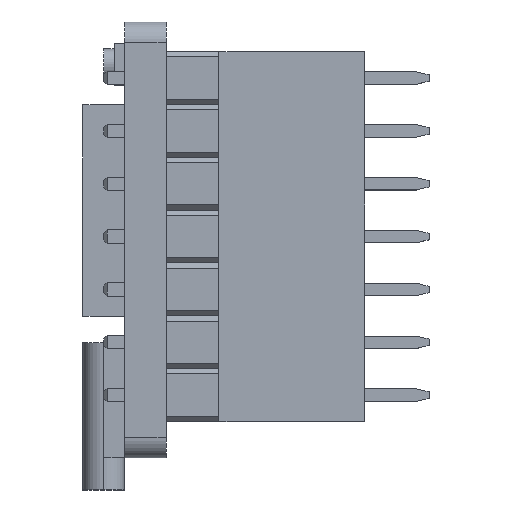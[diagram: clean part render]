
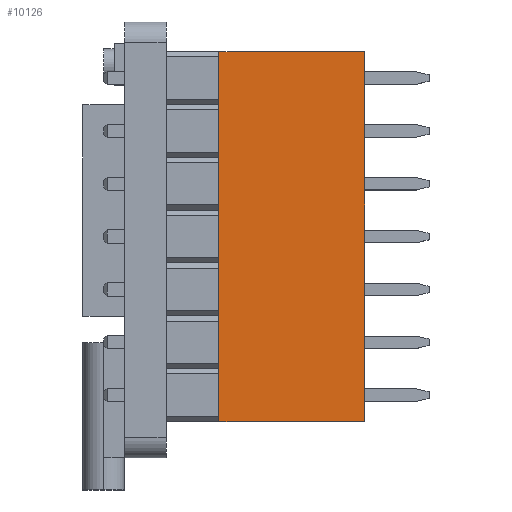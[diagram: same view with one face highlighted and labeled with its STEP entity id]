
A CAD part, left-side view. The second image highlights one B-rep face of the part: STEP entity #10126.
In plain terms, the highlighted planar face has unit normal (-1, 0, 0).
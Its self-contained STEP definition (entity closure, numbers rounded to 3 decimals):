
#460 = EDGE_CURVE ( 'NONE', #6675, #7573, #11336, .T. ) ;
#941 = ORIENTED_EDGE ( 'NONE', *, *, #10035, .T. ) ;
#2027 = ORIENTED_EDGE ( 'NONE', *, *, #460, .T. ) ;
#2059 = DIRECTION ( 'NONE',  ( 0., -1., 0. ) ) ;
#2412 = DIRECTION ( 'NONE',  ( 0., 0., 1. ) ) ;
#2637 = VECTOR ( 'NONE', #2412, 1000. ) ;
#3118 = CARTESIAN_POINT ( 'NONE',  ( -1.27, 1.27, 7. ) ) ;
#3361 = CARTESIAN_POINT ( 'NONE',  ( -1.27, 1.27, 0. ) ) ;
#3517 = DIRECTION ( 'NONE',  ( 0., 0., 1. ) ) ;
#3903 = CARTESIAN_POINT ( 'NONE',  ( -1.27, -16.51, 7. ) ) ;
#3936 = EDGE_CURVE ( 'NONE', #6675, #8184, #13772, .T. ) ;
#3957 = ORIENTED_EDGE ( 'NONE', *, *, #9905, .F. ) ;
#4446 = LINE ( 'NONE', #12669, #2637 ) ;
#4585 = FACE_OUTER_BOUND ( 'NONE', #8411, .T. ) ;
#5410 = CARTESIAN_POINT ( 'NONE',  ( -1.27, 1.27, 7. ) ) ;
#6456 = VECTOR ( 'NONE', #6759, 1000. ) ;
#6675 = VERTEX_POINT ( 'NONE', #7176 ) ;
#6759 = DIRECTION ( 'NONE',  ( 0., -1., 0. ) ) ;
#7176 = CARTESIAN_POINT ( 'NONE',  ( -1.27, 1.27, 0. ) ) ;
#7573 = VERTEX_POINT ( 'NONE', #10859 ) ;
#7897 = LINE ( 'NONE', #5410, #6456 ) ;
#8184 = VERTEX_POINT ( 'NONE', #3118 ) ;
#8411 = EDGE_LOOP ( 'NONE', ( #2027, #941, #3957, #8776 ) ) ;
#8776 = ORIENTED_EDGE ( 'NONE', *, *, #3936, .F. ) ;
#8805 = CARTESIAN_POINT ( 'NONE',  ( -1.27, 1.27, 0. ) ) ;
#8980 = VECTOR ( 'NONE', #3517, 1000. ) ;
#9340 = AXIS2_PLACEMENT_3D ( 'NONE', #12826, #12745, #13795 ) ;
#9905 = EDGE_CURVE ( 'NONE', #8184, #10320, #7897, .T. ) ;
#10035 = EDGE_CURVE ( 'NONE', #7573, #10320, #4446, .T. ) ;
#10126 = ADVANCED_FACE ( 'NONE', ( #4585 ), #12598, .F. ) ;
#10320 = VERTEX_POINT ( 'NONE', #3903 ) ;
#10859 = CARTESIAN_POINT ( 'NONE',  ( -1.27, -16.51, 0. ) ) ;
#11336 = LINE ( 'NONE', #8805, #12779 ) ;
#12598 = PLANE ( 'NONE',  #9340 ) ;
#12669 = CARTESIAN_POINT ( 'NONE',  ( -1.27, -16.51, 0. ) ) ;
#12745 = DIRECTION ( 'NONE',  ( 1., 0., 0. ) ) ;
#12779 = VECTOR ( 'NONE', #2059, 1000. ) ;
#12826 = CARTESIAN_POINT ( 'NONE',  ( -1.27, 1.27, 0. ) ) ;
#13772 = LINE ( 'NONE', #3361, #8980 ) ;
#13795 = DIRECTION ( 'NONE',  ( 0., 1., 0. ) ) ;
